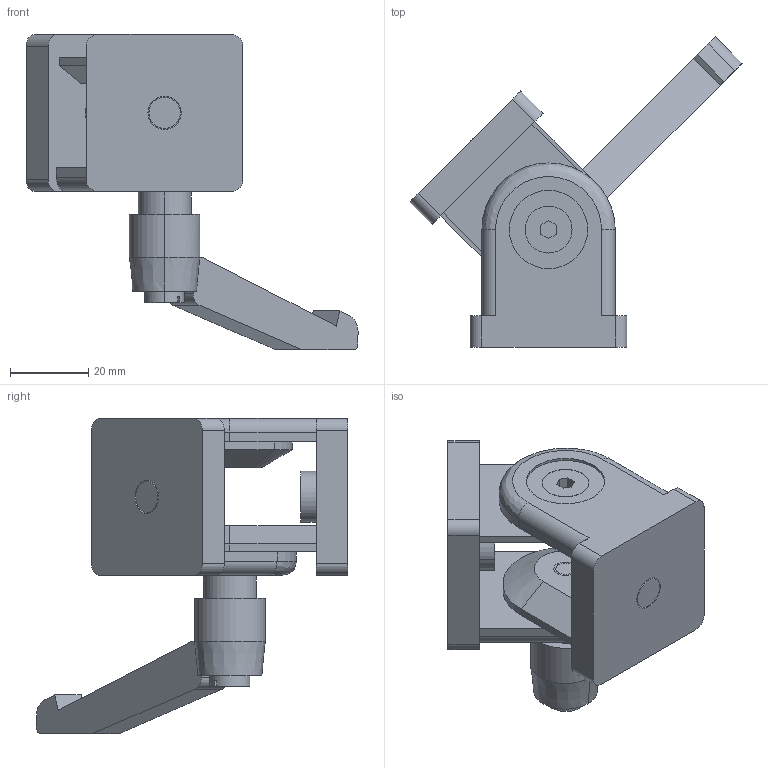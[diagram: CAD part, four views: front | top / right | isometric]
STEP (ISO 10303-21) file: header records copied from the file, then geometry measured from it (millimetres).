
FILE_DESCRIPTION (( 'STEP AP214' ), '1' );
FILE_NAME ('71282102', '2019-02-04T09:47:43', ( '' ), ('JUGARD+KÜNSTNER GmbH'), 'SwSTEP 2.0', 'SolidWorks 2017', '' );
FILE_SCHEMA (( 'AUTOMOTIVE_DESIGN' ));
Length unit declared in the file: millimetre
Products named in the file (4): 71282102_CNAJF00; Kopie von Gelenk-8_10 40_8^71282102; Kopie von Klemmhebel_2^71282102; Kopie von Gelenk-8_10 40 KH_2^71282102
Assembly tree (3 placements, depth 2):
  71282102_CNAJF00
    Kopie von Gelenk-8_10 40 KH_2^71282102
    Kopie von Gelenk-8_10 40_8^71282102
    Kopie von Klemmhebel_2^71282102
Bounding box: 84.71 x 79.36 x 80.4 mm (x, y, z)
Volume: 63270.9 mm3; surface area: 24571.6 mm2
Topology: 3 solids, 3 shells, 153 faces, 365 edges, 239 vertices
Faces by surface type: plane 90, cylinder 55, cone 6, bspline 2
Entity records: 6506 total; most frequent: CARTESIAN_POINT 1001, DIRECTION 799, ORIENTED_EDGE 730, EDGE_CURVE 365, AXIS2_PLACEMENT_3D 281, VERTEX_POINT 239, LINE 237, VECTOR 237
